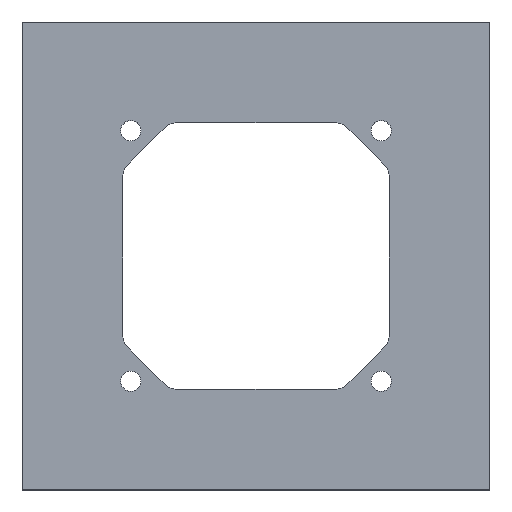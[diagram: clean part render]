
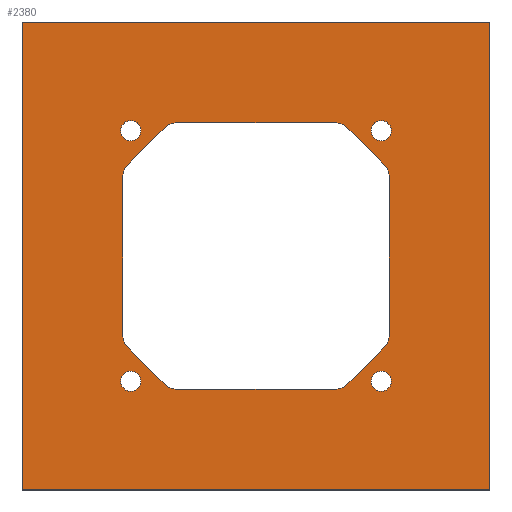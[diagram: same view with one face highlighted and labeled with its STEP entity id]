
A CAD part, top view. The second image highlights one B-rep face of the part: STEP entity #2380.
In plain terms, the highlighted planar face has unit normal (0, 0, 1).
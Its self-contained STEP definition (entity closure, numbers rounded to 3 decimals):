
#10=CARTESIAN_POINT('',(-130.793,-7.814,
-9.5));
#20=DIRECTION('',(0.,0.,-1.));
#30=DIRECTION('',(-1.,0.,0.));
#40=AXIS2_PLACEMENT_3D('',#10,#20,#30);
#50=PLANE('',#40);
#60=CARTESIAN_POINT('',(-182.,-22.,-9.5));
#70=DIRECTION('',(0.,0.,-1.));
#80=DIRECTION('',(-1.,0.,0.));
#90=AXIS2_PLACEMENT_3D('',#60,#70,#80);
#100=CIRCLE('',#90,5.);
#110=CARTESIAN_POINT('',(-185.536,-25.536,
-9.5));
#120=VERTEX_POINT('',#110);
#130=CARTESIAN_POINT('',(-187.,-22.,-9.5));
#140=VERTEX_POINT('',#130);
#150=EDGE_CURVE('',#120,#140,#100,.T.);
#160=ORIENTED_EDGE('',*,*,#150,.T.);
#170=CARTESIAN_POINT('',(-130.793,-80.278,
-9.5));
#180=DIRECTION('',(0.707,-0.707,-0.));
#190=VECTOR('',#180,1.);
#200=LINE('',#170,#190);
#210=CARTESIAN_POINT('',(-175.536,-35.536,
-9.5));
#220=VERTEX_POINT('',#210);
#230=EDGE_CURVE('',#120,#220,#200,.T.);
#240=ORIENTED_EDGE('',*,*,#230,.F.);
#250=CARTESIAN_POINT('',(-172.,-32.,-9.5));
#260=DIRECTION('',(0.,0.,-1.));
#270=DIRECTION('',(-1.,0.,0.));
#280=AXIS2_PLACEMENT_3D('',#250,#260,#270);
#290=CIRCLE('',#280,5.);
#300=CARTESIAN_POINT('',(-172.,-37.,-9.5));
#310=VERTEX_POINT('',#300);
#320=EDGE_CURVE('',#310,#220,#290,.T.);
#330=ORIENTED_EDGE('',*,*,#320,.T.);
#340=CARTESIAN_POINT('',(-130.793,-37.,-9.5));
#350=DIRECTION('',(1.,0.,0.));
#360=VECTOR('',#350,1.);
#370=LINE('',#340,#360);
#380=CARTESIAN_POINT('',(-128.,-37.,-9.5));
#390=VERTEX_POINT('',#380);
#400=EDGE_CURVE('',#310,#390,#370,.T.);
#410=ORIENTED_EDGE('',*,*,#400,.F.);
#420=CARTESIAN_POINT('',(-128.,-32.,-9.5));
#430=DIRECTION('',(0.,0.,-1.));
#440=DIRECTION('',(-1.,0.,0.));
#450=AXIS2_PLACEMENT_3D('',#420,#430,#440);
#460=CIRCLE('',#450,5.);
#470=CARTESIAN_POINT('',(-124.464,-35.536,
-9.5));
#480=VERTEX_POINT('',#470);
#490=EDGE_CURVE('',#480,#390,#460,.T.);
#500=ORIENTED_EDGE('',*,*,#490,.T.);
#510=CARTESIAN_POINT('',(-96.742,-7.814,
-9.5));
#520=DIRECTION('',(0.707,0.707,0.));
#530=VECTOR('',#520,1.);
#540=LINE('',#510,#530);
#550=CARTESIAN_POINT('',(-114.464,-25.536,
-9.5));
#560=VERTEX_POINT('',#550);
#570=EDGE_CURVE('',#480,#560,#540,.T.);
#580=ORIENTED_EDGE('',*,*,#570,.F.);
#590=CARTESIAN_POINT('',(-118.,-22.,-9.5));
#600=DIRECTION('',(0.,0.,-1.));
#610=DIRECTION('',(-1.,0.,0.));
#620=AXIS2_PLACEMENT_3D('',#590,#600,#610);
#630=CIRCLE('',#620,5.);
#640=CARTESIAN_POINT('',(-113.,-22.,-9.5));
#650=VERTEX_POINT('',#640);
#660=EDGE_CURVE('',#650,#560,#630,.T.);
#670=ORIENTED_EDGE('',*,*,#660,.T.);
#680=CARTESIAN_POINT('',(-113.,-7.814,-9.5));
#690=DIRECTION('',(0.,1.,0.));
#700=VECTOR('',#690,1.);
#710=LINE('',#680,#700);
#720=CARTESIAN_POINT('',(-113.,22.,-9.5));
#730=VERTEX_POINT('',#720);
#740=EDGE_CURVE('',#650,#730,#710,.T.);
#750=ORIENTED_EDGE('',*,*,#740,.F.);
#760=CARTESIAN_POINT('',(-118.,22.,-9.5));
#770=DIRECTION('',(0.,0.,-1.));
#780=DIRECTION('',(-1.,0.,0.));
#790=AXIS2_PLACEMENT_3D('',#760,#770,#780);
#800=CIRCLE('',#790,5.);
#810=CARTESIAN_POINT('',(-114.464,25.536,
-9.5));
#820=VERTEX_POINT('',#810);
#830=EDGE_CURVE('',#820,#730,#800,.T.);
#840=ORIENTED_EDGE('',*,*,#830,.T.);
#850=CARTESIAN_POINT('',(-130.793,41.864,
-9.5));
#860=DIRECTION('',(-0.707,0.707,0.));
#870=VECTOR('',#860,1.);
#880=LINE('',#850,#870);
#890=CARTESIAN_POINT('',(-124.464,35.536,
-9.5));
#900=VERTEX_POINT('',#890);
#910=EDGE_CURVE('',#820,#900,#880,.T.);
#920=ORIENTED_EDGE('',*,*,#910,.F.);
#930=CARTESIAN_POINT('',(-128.,32.,-9.5));
#940=DIRECTION('',(0.,0.,-1.));
#950=DIRECTION('',(-1.,0.,0.));
#960=AXIS2_PLACEMENT_3D('',#930,#940,#950);
#970=CIRCLE('',#960,5.);
#980=CARTESIAN_POINT('',(-128.,37.,-9.5));
#990=VERTEX_POINT('',#980);
#1000=EDGE_CURVE('',#990,#900,#970,.T.);
#1010=ORIENTED_EDGE('',*,*,#1000,.T.);
#1020=CARTESIAN_POINT('',(-130.793,37.,-9.5));
#1030=DIRECTION('',(-1.,0.,0.));
#1040=VECTOR('',#1030,1.);
#1050=LINE('',#1020,#1040);
#1060=CARTESIAN_POINT('',(-172.,37.,-9.5));
#1070=VERTEX_POINT('',#1060);
#1080=EDGE_CURVE('',#990,#1070,#1050,.T.);
#1090=ORIENTED_EDGE('',*,*,#1080,.F.);
#1100=CARTESIAN_POINT('',(-172.,32.,-9.5));
#1110=DIRECTION('',(0.,0.,-1.));
#1120=DIRECTION('',(-1.,0.,0.));
#1130=AXIS2_PLACEMENT_3D('',#1100,#1110,#1120);
#1140=CIRCLE('',#1130,5.);
#1150=CARTESIAN_POINT('',(-175.536,35.536,
-9.5));
#1160=VERTEX_POINT('',#1150);
#1170=EDGE_CURVE('',#1160,#1070,#1140,.T.);
#1180=ORIENTED_EDGE('',*,*,#1170,.T.);
#1190=CARTESIAN_POINT('',(-218.885,-7.814,
-9.5));
#1200=DIRECTION('',(-0.707,-0.707,0.));
#1210=VECTOR('',#1200,1.);
#1220=LINE('',#1190,#1210);
#1230=CARTESIAN_POINT('',(-185.536,25.536,
-9.5));
#1240=VERTEX_POINT('',#1230);
#1250=EDGE_CURVE('',#1160,#1240,#1220,.T.);
#1260=ORIENTED_EDGE('',*,*,#1250,.F.);
#1270=CARTESIAN_POINT('',(-182.,22.,-9.5));
#1280=DIRECTION('',(0.,0.,-1.));
#1290=DIRECTION('',(-1.,0.,0.));
#1300=AXIS2_PLACEMENT_3D('',#1270,#1280,#1290);
#1310=CIRCLE('',#1300,5.);
#1320=CARTESIAN_POINT('',(-187.,22.,-9.5));
#1330=VERTEX_POINT('',#1320);
#1340=EDGE_CURVE('',#1330,#1240,#1310,.T.);
#1350=ORIENTED_EDGE('',*,*,#1340,.T.);
#1360=CARTESIAN_POINT('',(-187.,-7.814,-9.5));
#1370=DIRECTION('',(0.,-1.,0.));
#1380=VECTOR('',#1370,1.);
#1390=LINE('',#1360,#1380);
#1400=EDGE_CURVE('',#1330,#140,#1390,.T.);
#1410=ORIENTED_EDGE('',*,*,#1400,.F.);
#1420=EDGE_LOOP('',(#1410,#1350,#1260,#1180,#1090,#1010,#920,#840,#750,
#670,#580,#500,#410,#330,#240,#160));
#1430=FACE_BOUND('',#1420,.T.);
#1440=CARTESIAN_POINT('',(-115.2,-34.8,-9.5));
#1450=DIRECTION('',(0.,0.,-1.));
#1460=DIRECTION('',(-1.,0.,0.));
#1470=AXIS2_PLACEMENT_3D('',#1440,#1450,#1460);
#1480=CIRCLE('',#1470,2.8);
#1490=CARTESIAN_POINT('',(-118.,-34.8,-9.5));
#1500=VERTEX_POINT('',#1490);
#1510=CARTESIAN_POINT('',(-112.4,-34.8,-9.5));
#1520=VERTEX_POINT('',#1510);
#1530=EDGE_CURVE('',#1500,#1520,#1480,.T.);
#1540=ORIENTED_EDGE('',*,*,#1530,.T.);
#1550=EDGE_CURVE('',#1520,#1500,#1480,.T.);
#1560=ORIENTED_EDGE('',*,*,#1550,.T.);
#1570=EDGE_LOOP('',(#1560,#1540));
#1580=FACE_BOUND('',#1570,.T.);
#1590=CARTESIAN_POINT('',(-184.8,-34.8,-9.5));
#1600=DIRECTION('',(0.,0.,-1.));
#1610=DIRECTION('',(-1.,0.,0.));
#1620=AXIS2_PLACEMENT_3D('',#1590,#1600,#1610);
#1630=CIRCLE('',#1620,2.8);
#1640=CARTESIAN_POINT('',(-187.6,-34.8,-9.5));
#1650=VERTEX_POINT('',#1640);
#1660=CARTESIAN_POINT('',(-182.,-34.8,-9.5));
#1670=VERTEX_POINT('',#1660);
#1680=EDGE_CURVE('',#1650,#1670,#1630,.T.);
#1690=ORIENTED_EDGE('',*,*,#1680,.T.);
#1700=EDGE_CURVE('',#1670,#1650,#1630,.T.);
#1710=ORIENTED_EDGE('',*,*,#1700,.T.);
#1720=EDGE_LOOP('',(#1710,#1690));
#1730=FACE_BOUND('',#1720,.T.);
#1740=CARTESIAN_POINT('',(-184.8,34.8,-9.5));
#1750=DIRECTION('',(0.,0.,-1.));
#1760=DIRECTION('',(-1.,0.,0.));
#1770=AXIS2_PLACEMENT_3D('',#1740,#1750,#1760);
#1780=CIRCLE('',#1770,2.8);
#1790=CARTESIAN_POINT('',(-187.6,34.8,-9.5));
#1800=VERTEX_POINT('',#1790);
#1810=CARTESIAN_POINT('',(-182.,34.8,-9.5));
#1820=VERTEX_POINT('',#1810);
#1830=EDGE_CURVE('',#1800,#1820,#1780,.T.);
#1840=ORIENTED_EDGE('',*,*,#1830,.T.);
#1850=EDGE_CURVE('',#1820,#1800,#1780,.T.);
#1860=ORIENTED_EDGE('',*,*,#1850,.T.);
#1870=EDGE_LOOP('',(#1860,#1840));
#1880=FACE_BOUND('',#1870,.T.);
#1890=CARTESIAN_POINT('',(-115.2,34.8,-9.5));
#1900=DIRECTION('',(0.,0.,-1.));
#1910=DIRECTION('',(-1.,0.,0.));
#1920=AXIS2_PLACEMENT_3D('',#1890,#1900,#1910);
#1930=CIRCLE('',#1920,2.8);
#1940=CARTESIAN_POINT('',(-118.,34.8,-9.5));
#1950=VERTEX_POINT('',#1940);
#1960=CARTESIAN_POINT('',(-112.4,34.8,-9.5));
#1970=VERTEX_POINT('',#1960);
#1980=EDGE_CURVE('',#1950,#1970,#1930,.T.);
#1990=ORIENTED_EDGE('',*,*,#1980,.T.);
#2000=EDGE_CURVE('',#1970,#1950,#1930,.T.);
#2010=ORIENTED_EDGE('',*,*,#2000,.T.);
#2020=EDGE_LOOP('',(#2010,#1990));
#2030=FACE_BOUND('',#2020,.T.);
#2040=CARTESIAN_POINT('',(-130.793,-65.,-9.5));
#2050=DIRECTION('',(1.,0.,0.));
#2060=VECTOR('',#2050,1.);
#2070=LINE('',#2040,#2060);
#2080=CARTESIAN_POINT('',(-215.,-65.,-9.5));
#2090=VERTEX_POINT('',#2080);
#2100=CARTESIAN_POINT('',(-85.,-65.,-9.5));
#2110=VERTEX_POINT('',#2100);
#2120=EDGE_CURVE('',#2090,#2110,#2070,.T.);
#2130=ORIENTED_EDGE('',*,*,#2120,.T.);
#2140=CARTESIAN_POINT('',(-215.,-7.814,-9.5));
#2150=DIRECTION('',(0.,1.,0.));
#2160=VECTOR('',#2150,1.);
#2170=LINE('',#2140,#2160);
#2180=CARTESIAN_POINT('',(-215.,65.,-9.5));
#2190=VERTEX_POINT('',#2180);
#2200=EDGE_CURVE('',#2090,#2190,#2170,.T.);
#2210=ORIENTED_EDGE('',*,*,#2200,.F.);
#2220=CARTESIAN_POINT('',(-130.793,65.,
-9.5));
#2230=DIRECTION('',(1.,0.,0.));
#2240=VECTOR('',#2230,1.);
#2250=LINE('',#2220,#2240);
#2260=CARTESIAN_POINT('',(-85.,65.,-9.5));
#2270=VERTEX_POINT('',#2260);
#2280=EDGE_CURVE('',#2190,#2270,#2250,.T.);
#2290=ORIENTED_EDGE('',*,*,#2280,.F.);
#2300=CARTESIAN_POINT('',(-85.,-7.814,-9.5));
#2310=DIRECTION('',(0.,1.,0.));
#2320=VECTOR('',#2310,1.);
#2330=LINE('',#2300,#2320);
#2340=EDGE_CURVE('',#2110,#2270,#2330,.T.);
#2350=ORIENTED_EDGE('',*,*,#2340,.T.);
#2360=EDGE_LOOP('',(#2350,#2290,#2210,#2130));
#2370=FACE_OUTER_BOUND('',#2360,.T.);
#2380=ADVANCED_FACE('',(#1430,#1580,#1730,#1880,#2030,#2370),#50,.F.);
